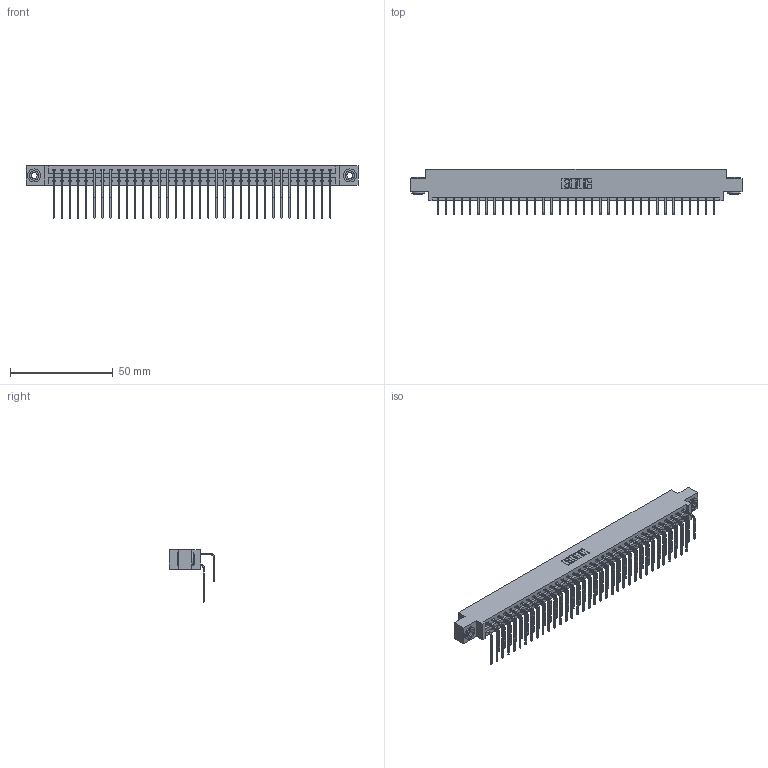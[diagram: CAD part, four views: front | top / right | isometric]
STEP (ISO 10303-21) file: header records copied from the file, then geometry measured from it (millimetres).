
FILE_DESCRIPTION (( 'STEP AP203' ), '1' );
FILE_NAME ('387-070-558-803.STEP', '2018-09-22T17:24:39', ( '' ), ( '' ), 'SwSTEP 2.0', 'SolidWorks 2016', '' );
FILE_SCHEMA (( 'CONFIG_CONTROL_DESIGN' ));
Length unit declared in the file: inch
Products named in the file (5): 345-250-002_345-250-002-102; 387-070-558-803; 337 Part_0.170 Offset - 0.156 Dia-TH; 345-292-001_558 559 Tail - 1; 345-292-001_558 Tail - 2
Assembly tree (73 placements, depth 2):
  387-070-558-803
    337 Part_0.170 Offset - 0.156 Dia-TH
    345-292-001_558 559 Tail - 1  x35
    345-292-001_558 Tail - 2  x35
    345-250-002_345-250-002-102  x2
Bounding box: 161.7 x 22.17 x 25.53 mm (x, y, z)
Volume: 17253.4 mm3; surface area: 21796.8 mm2
Topology: 73 solids, 73 shells, 4076 faces, 12089 edges, 7962 vertices
Faces by surface type: plane 2884, cylinder 1184, cone 8
Entity records: 30608 total; most frequent: CARTESIAN_POINT 5184, ORIENTED_EDGE 5062, DIRECTION 4437, EDGE_CURVE 2531, LINE 2339, VECTOR 2339, VERTEX_POINT 1682, AXIS2_PLACEMENT_3D 1049
